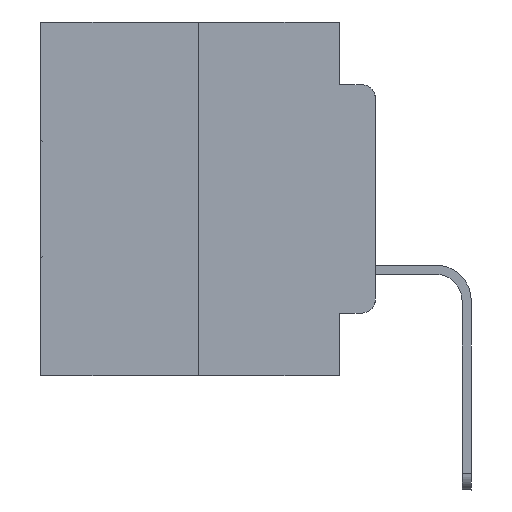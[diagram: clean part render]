
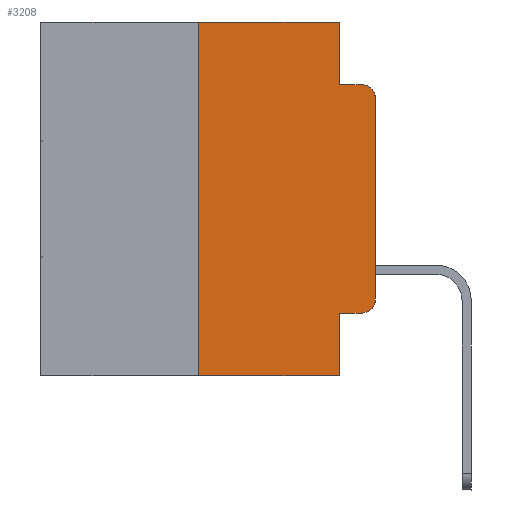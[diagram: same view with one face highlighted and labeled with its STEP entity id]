
A CAD part, left-side view. The second image highlights one B-rep face of the part: STEP entity #3208.
In plain terms, the highlighted planar face has unit normal (-1, 0, 0).
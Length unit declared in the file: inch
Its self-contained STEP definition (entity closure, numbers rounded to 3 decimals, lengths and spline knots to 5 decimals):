
#674 = VERTEX_POINT ( 'NONE', #13826 ) ;
#929 = VERTEX_POINT ( 'NONE', #28774 ) ;
#1359 = VERTEX_POINT ( 'NONE', #26225 ) ;
#3196 = VERTEX_POINT ( 'NONE', #24174 ) ;
#3208 = ADVANCED_FACE ( 'NONE', ( #11348 ), #21724, .F. ) ;
#3491 = DIRECTION ( 'NONE',  ( 0., 0., 1. ) ) ;
#4115 = ORIENTED_EDGE ( 'NONE', *, *, #24200, .T. ) ;
#4315 = DIRECTION ( 'NONE',  ( 0., 0., -1. ) ) ;
#4611 = VERTEX_POINT ( 'NONE', #24357 ) ;
#4797 = VERTEX_POINT ( 'NONE', #6360 ) ;
#5424 = CARTESIAN_POINT ( 'NONE',  ( 0., 0.25, 0. ) ) ;
#6303 = VECTOR ( 'NONE', #14433, 39.37008 ) ;
#6360 = CARTESIAN_POINT ( 'NONE',  ( 0., 0.051, -0.0885 ) ) ;
#6847 = CARTESIAN_POINT ( 'NONE',  ( 0., 0.02, -0.1085 ) ) ;
#6957 = EDGE_CURVE ( 'NONE', #4611, #929, #29046, .T. ) ;
#7070 = CARTESIAN_POINT ( 'NONE',  ( 0., 0.051, 0. ) ) ;
#7264 = DIRECTION ( 'NONE',  ( 0., 0., -1. ) ) ;
#7339 = AXIS2_PLACEMENT_3D ( 'NONE', #6847, #25324, #4315 ) ;
#7922 = DIRECTION ( 'NONE',  ( 1., 0., 0. ) ) ;
#8029 = CARTESIAN_POINT ( 'NONE',  ( 0., 0.25, 0. ) ) ;
#8813 = VECTOR ( 'NONE', #3491, 39.37008 ) ;
#8948 = DIRECTION ( 'NONE',  ( 0., -1., 0. ) ) ;
#9517 = LINE ( 'NONE', #23843, #24334 ) ;
#9874 = VECTOR ( 'NONE', #8948, 39.37008 ) ;
#10153 = CARTESIAN_POINT ( 'NONE',  ( 0., 0.051, 0. ) ) ;
#10165 = CARTESIAN_POINT ( 'NONE',  ( 0., 0.02, -0.0885 ) ) ;
#10402 = CARTESIAN_POINT ( 'NONE',  ( 0., 0.473, 0. ) ) ;
#10528 = VECTOR ( 'NONE', #14442, 39.37008 ) ;
#10922 = ORIENTED_EDGE ( 'NONE', *, *, #25184, .T. ) ;
#11348 = FACE_OUTER_BOUND ( 'NONE', #23550, .T. ) ;
#11387 = ORIENTED_EDGE ( 'NONE', *, *, #11444, .T. ) ;
#11444 = EDGE_CURVE ( 'NONE', #929, #674, #27626, .T. ) ;
#11491 = EDGE_CURVE ( 'NONE', #4797, #28397, #21088, .T. ) ;
#11617 = LINE ( 'NONE', #16550, #10528 ) ;
#12016 = EDGE_CURVE ( 'NONE', #14420, #23742, #9517, .T. ) ;
#12574 = LINE ( 'NONE', #7070, #20502 ) ;
#13633 = CARTESIAN_POINT ( 'NONE',  ( 0., 0., 0. ) ) ;
#13785 = ORIENTED_EDGE ( 'NONE', *, *, #17549, .F. ) ;
#13826 = CARTESIAN_POINT ( 'NONE',  ( 0., 0., -0.1085 ) ) ;
#14051 = LINE ( 'NONE', #21618, #28138 ) ;
#14384 = AXIS2_PLACEMENT_3D ( 'NONE', #18648, #21160, #7264 ) ;
#14420 = VERTEX_POINT ( 'NONE', #5424 ) ;
#14433 = DIRECTION ( 'NONE',  ( 0., -1., 0. ) ) ;
#14442 = DIRECTION ( 'NONE',  ( 0., -1., 0. ) ) ;
#15092 = ORIENTED_EDGE ( 'NONE', *, *, #23425, .F. ) ;
#15315 = VECTOR ( 'NONE', #25480, 39.37008 ) ;
#16226 = CIRCLE ( 'NONE', #7339, 0.02 ) ;
#16550 = CARTESIAN_POINT ( 'NONE',  ( 0., 0.051, -0.4115 ) ) ;
#17549 = EDGE_CURVE ( 'NONE', #23742, #4797, #12574, .T. ) ;
#18210 = ORIENTED_EDGE ( 'NONE', *, *, #12016, .F. ) ;
#18648 = CARTESIAN_POINT ( 'NONE',  ( 0., 0.02, -0.3915 ) ) ;
#19536 = CARTESIAN_POINT ( 'NONE',  ( 0., 0.051, -0.5 ) ) ;
#19821 = ORIENTED_EDGE ( 'NONE', *, *, #11491, .F. ) ;
#19887 = EDGE_CURVE ( 'NONE', #3196, #27262, #20362, .T. ) ;
#19920 = AXIS2_PLACEMENT_3D ( 'NONE', #10402, #7922, #24070 ) ;
#20362 = LINE ( 'NONE', #22766, #9874 ) ;
#20502 = VECTOR ( 'NONE', #21074, 39.37008 ) ;
#21074 = DIRECTION ( 'NONE',  ( 0., 0., -1. ) ) ;
#21079 = ORIENTED_EDGE ( 'NONE', *, *, #19887, .T. ) ;
#21088 = LINE ( 'NONE', #28284, #6303 ) ;
#21160 = DIRECTION ( 'NONE',  ( -1., 0., 0. ) ) ;
#21618 = CARTESIAN_POINT ( 'NONE',  ( 0., 0.051, 0. ) ) ;
#21711 = DIRECTION ( 'NONE',  ( 0., 0., -1. ) ) ;
#21724 = PLANE ( 'NONE',  #19920 ) ;
#22766 = CARTESIAN_POINT ( 'NONE',  ( 0., 0.473, -0.5 ) ) ;
#23425 = EDGE_CURVE ( 'NONE', #3196, #14420, #26146, .T. ) ;
#23550 = EDGE_LOOP ( 'NONE', ( #11387, #10922, #19821, #13785, #18210, #15092, #21079, #28623, #4115, #29755 ) ) ;
#23742 = VERTEX_POINT ( 'NONE', #10153 ) ;
#23745 = DIRECTION ( 'NONE',  ( 0., -1., 0. ) ) ;
#23843 = CARTESIAN_POINT ( 'NONE',  ( 0., 0.473, 0. ) ) ;
#24070 = DIRECTION ( 'NONE',  ( 0., 0., -1. ) ) ;
#24174 = CARTESIAN_POINT ( 'NONE',  ( 0., 0.25, -0.5 ) ) ;
#24200 = EDGE_CURVE ( 'NONE', #1359, #4611, #11617, .T. ) ;
#24334 = VECTOR ( 'NONE', #23745, 39.37008 ) ;
#24357 = CARTESIAN_POINT ( 'NONE',  ( 0., 0.02, -0.4115 ) ) ;
#25184 = EDGE_CURVE ( 'NONE', #674, #28397, #16226, .T. ) ;
#25324 = DIRECTION ( 'NONE',  ( -1., 0., 0. ) ) ;
#25480 = DIRECTION ( 'NONE',  ( 0., 0., 1. ) ) ;
#25981 = EDGE_CURVE ( 'NONE', #1359, #27262, #14051, .T. ) ;
#26146 = LINE ( 'NONE', #8029, #8813 ) ;
#26225 = CARTESIAN_POINT ( 'NONE',  ( 0., 0.051, -0.4115 ) ) ;
#27262 = VERTEX_POINT ( 'NONE', #19536 ) ;
#27626 = LINE ( 'NONE', #13633, #15315 ) ;
#28138 = VECTOR ( 'NONE', #21711, 39.37008 ) ;
#28284 = CARTESIAN_POINT ( 'NONE',  ( 0., 0.051, -0.0885 ) ) ;
#28397 = VERTEX_POINT ( 'NONE', #10165 ) ;
#28623 = ORIENTED_EDGE ( 'NONE', *, *, #25981, .F. ) ;
#28774 = CARTESIAN_POINT ( 'NONE',  ( 0., 0., -0.3915 ) ) ;
#29046 = CIRCLE ( 'NONE', #14384, 0.02 ) ;
#29755 = ORIENTED_EDGE ( 'NONE', *, *, #6957, .T. ) ;
